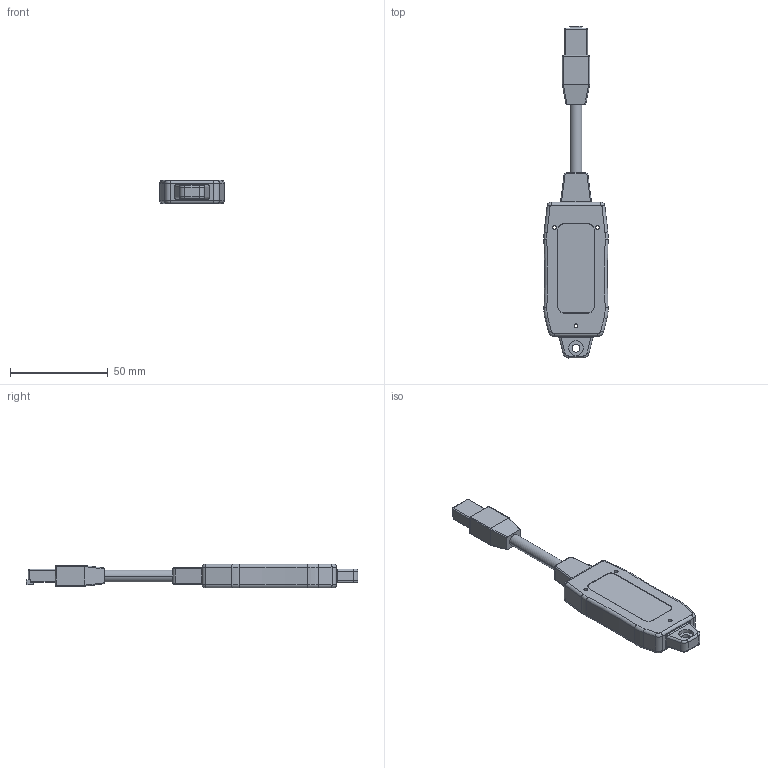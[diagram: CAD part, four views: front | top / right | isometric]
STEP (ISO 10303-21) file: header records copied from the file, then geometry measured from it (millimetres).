
FILE_DESCRIPTION(('CATIA V5 STEP Exchange','CAx-IF Rec.Pracs.--- Model Styling and Organization---1.4--- 2014-01-23'),'2;1');
FILE_NAME ('D1402966_2_1241430000_S3D_EBR-MODULE RS232.stp','2020-01-08T09:42:48+00:00',('none'),('Weidmueller'),'CATIA Version 5-6 Release 2016 SP3 HF44','CATIA V5 STEP AP214','none');
FILE_SCHEMA(('AUTOMOTIVE_DESIGN { 1 0 10303 214 1 1 1 1 }'));
Length unit declared in the file: millimetre
Products named in the file (1): S3D_EBR-MODULE RS232
Bounding box: 32.87 x 169.5 x 12 mm (x, y, z)
Volume: 32587.8 mm3; surface area: 10369.8 mm2
Topology: 2 solids, 2 shells, 231 faces, 533 edges, 313 vertices
Faces by surface type: cylinder 112, plane 65, torus 40, bspline 8, sphere 6
Entity records: 7121 total; most frequent: CARTESIAN_POINT 1881, ORIENTED_EDGE 1066, DIRECTION 897, EDGE_CURVE 533, AXIS2_PLACEMENT_3D 425, VERTEX_POINT 313, VECTOR 260, LINE 260
